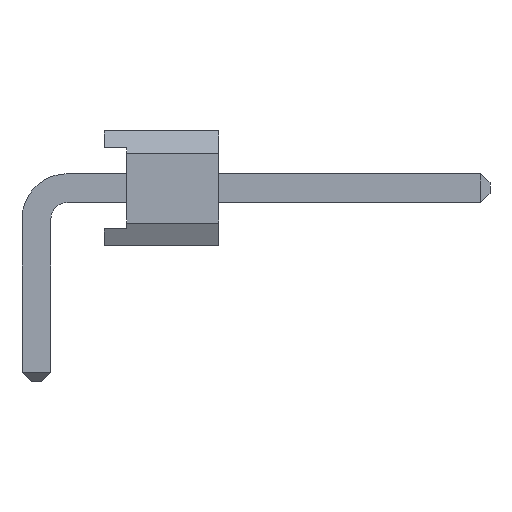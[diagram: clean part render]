
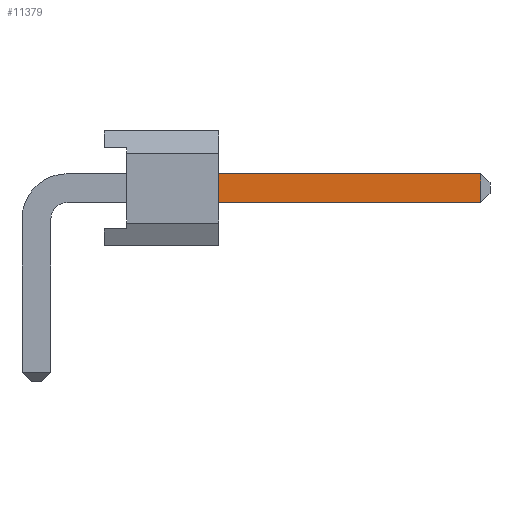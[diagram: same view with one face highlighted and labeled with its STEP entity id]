
A CAD part, front view. The second image highlights one B-rep face of the part: STEP entity #11379.
In plain terms, the highlighted face is planar.
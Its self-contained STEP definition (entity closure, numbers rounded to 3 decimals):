
#1932=ORIENTED_EDGE('',*,*,#3358,.T.);
#1933=ORIENTED_EDGE('',*,*,#3293,.F.);
#1934=ORIENTED_EDGE('',*,*,#3359,.T.);
#1935=ORIENTED_EDGE('',*,*,#3357,.T.);
#3293=EDGE_CURVE('',#4137,#4134,#5123,.T.);
#3357=EDGE_CURVE('',#4194,#4197,#5187,.T.);
#3358=EDGE_CURVE('',#4197,#4134,#5188,.T.);
#3359=EDGE_CURVE('',#4137,#4194,#5189,.T.);
#4134=VERTEX_POINT('',#15900);
#4137=VERTEX_POINT('',#15905);
#4194=VERTEX_POINT('',#16022);
#4197=VERTEX_POINT('',#16032);
#5123=LINE('',#15906,#6221);
#5187=LINE('',#16035,#6285);
#5188=LINE('',#16037,#6286);
#5189=LINE('',#16038,#6287);
#6221=VECTOR('',#13603,1000.);
#6285=VECTOR('',#13677,1000.);
#6286=VECTOR('',#13680,1000.);
#6287=VECTOR('',#13681,1000.);
#6857=EDGE_LOOP('',(#1932,#1933,#1934,#1935));
#7337=FACE_BOUND('',#6857,.T.);
#7761=PLANE('',#11894);
#11379=ADVANCED_FACE('',(#7337),#7761,.F.);
#11894=AXIS2_PLACEMENT_3D('',#16036,#13678,#13679);
#13603=DIRECTION('',(0.,-1.,0.));
#13677=DIRECTION('',(0.,-1.,0.));
#13678=DIRECTION('',(-1.,0.,0.));
#13679=DIRECTION('',(0.,0.,1.));
#13680=DIRECTION('',(0.,0.,-1.));
#13681=DIRECTION('',(0.,0.,1.));
#15900=CARTESIAN_POINT('',(16.83,-0.32,1.27));
#15905=CARTESIAN_POINT('',(16.83,0.32,1.27));
#15906=CARTESIAN_POINT('',(16.83,0.32,1.27));
#16022=CARTESIAN_POINT('',(16.83,0.32,7.07));
#16032=CARTESIAN_POINT('',(16.83,-0.32,7.07));
#16035=CARTESIAN_POINT('',(16.83,0.68,7.07));
#16036=CARTESIAN_POINT('',(16.83,0.68,-2.09));
#16037=CARTESIAN_POINT('',(16.83,-0.32,-2.09));
#16038=CARTESIAN_POINT('',(16.83,0.32,-2.09));
